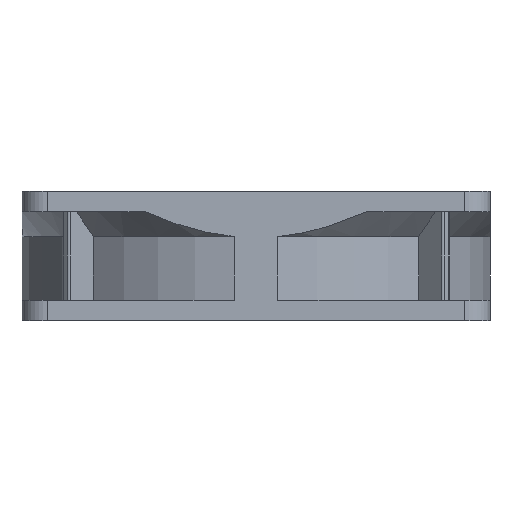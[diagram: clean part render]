
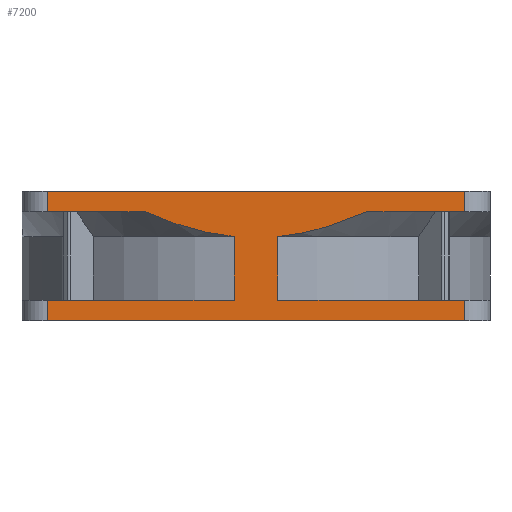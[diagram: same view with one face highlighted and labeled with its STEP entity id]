
A CAD part, left-side view. The second image highlights one B-rep face of the part: STEP entity #7200.
In plain terms, the highlighted planar face has unit normal (-1, 0, 0).
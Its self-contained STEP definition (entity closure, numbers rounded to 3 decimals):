
#1855=DIRECTION('',(0.,-1.,0.));
#1856=VECTOR('',#1855,19.202);
#1857=CARTESIAN_POINT('',(-46.,-21.798,21.4));
#1858=LINE('',#1857,#1856);
#1885=DIRECTION('',(0.,-1.,0.));
#1886=VECTOR('',#1885,19.202);
#1887=CARTESIAN_POINT('',(-46.,41.,21.4));
#1888=LINE('',#1887,#1886);
#2066=DIRECTION('',(0.,-1.,0.));
#2067=VECTOR('',#2066,36.706);
#2068=CARTESIAN_POINT('',(-46.,-4.294,4.));
#2069=LINE('',#2068,#2067);
#2096=DIRECTION('',(0.,-1.,0.));
#2097=VECTOR('',#2096,36.706);
#2098=CARTESIAN_POINT('',(-46.,41.,4.));
#2099=LINE('',#2098,#2097);
#2424=DIRECTION('',(0.,0.,-1.));
#2425=VECTOR('',#2424,4.);
#2426=CARTESIAN_POINT('',(-46.,41.,4.));
#2427=LINE('',#2426,#2425);
#2428=DIRECTION('',(0.,0.,-1.));
#2429=VECTOR('',#2428,12.513);
#2430=CARTESIAN_POINT('',(-46.,4.294,16.513));
#2431=LINE('',#2430,#2429);
#2432=CARTESIAN_POINT('',(-46.,4.294,16.513));
#2433=CARTESIAN_POINT('',(-46.,5.694,16.648));
#2434=CARTESIAN_POINT('',(-46.,8.515,17.053));
#2435=CARTESIAN_POINT('',(-46.,12.796,18.057));
#2436=CARTESIAN_POINT('',(-46.,17.18,19.468));
#2437=CARTESIAN_POINT('',(-46.,20.24,20.707));
#2438=CARTESIAN_POINT('',(-46.,21.798,21.4));
#2440=DIRECTION('',(0.,0.,-1.));
#2441=VECTOR('',#2440,4.);
#2442=CARTESIAN_POINT('',(-46.,41.,25.4));
#2443=LINE('',#2442,#2441);
#2444=DIRECTION('',(0.,-1.,0.));
#2445=VECTOR('',#2444,82.);
#2446=CARTESIAN_POINT('',(-46.,41.,25.4));
#2447=LINE('',#2446,#2445);
#2448=DIRECTION('',(0.,0.,-1.));
#2449=VECTOR('',#2448,4.);
#2450=CARTESIAN_POINT('',(-46.,-41.,25.4));
#2451=LINE('',#2450,#2449);
#2452=CARTESIAN_POINT('',(-46.,-21.798,21.4));
#2453=CARTESIAN_POINT('',(-46.,-20.24,20.707));
#2454=CARTESIAN_POINT('',(-46.,-17.181,19.468));
#2455=CARTESIAN_POINT('',(-46.,-12.797,18.058));
#2456=CARTESIAN_POINT('',(-46.,-8.516,17.053));
#2457=CARTESIAN_POINT('',(-46.,-5.694,16.648));
#2458=CARTESIAN_POINT('',(-46.,-4.294,16.513));
#2460=DIRECTION('',(0.,0.,-1.));
#2461=VECTOR('',#2460,12.513);
#2462=CARTESIAN_POINT('',(-46.,-4.294,16.513));
#2463=LINE('',#2462,#2461);
#2464=DIRECTION('',(0.,0.,-1.));
#2465=VECTOR('',#2464,4.);
#2466=CARTESIAN_POINT('',(-46.,-41.,4.));
#2467=LINE('',#2466,#2465);
#2468=DIRECTION('',(0.,1.,0.));
#2469=VECTOR('',#2468,82.);
#2470=CARTESIAN_POINT('',(-46.,-41.,0.));
#2471=LINE('',#2470,#2469);
#3833=VERTEX_POINT('',#2432);
#3834=VERTEX_POINT('',#2438);
#3841=CARTESIAN_POINT('',(-46.,4.294,4.));
#3842=VERTEX_POINT('',#3841);
#3849=VERTEX_POINT('',#2452);
#3850=VERTEX_POINT('',#2458);
#3857=CARTESIAN_POINT('',(-46.,-4.294,4.));
#3858=VERTEX_POINT('',#3857);
#4392=CARTESIAN_POINT('',(-46.,41.,4.));
#4393=VERTEX_POINT('',#4392);
#4394=CARTESIAN_POINT('',(-46.,41.,0.));
#4395=VERTEX_POINT('',#4394);
#4400=CARTESIAN_POINT('',(-46.,41.,25.4));
#4401=VERTEX_POINT('',#4400);
#4402=CARTESIAN_POINT('',(-46.,41.,21.4));
#4403=VERTEX_POINT('',#4402);
#4404=CARTESIAN_POINT('',(-46.,-41.,4.));
#4405=CARTESIAN_POINT('',(-46.,-41.,0.));
#4406=VERTEX_POINT('',#4404);
#4407=VERTEX_POINT('',#4405);
#4412=CARTESIAN_POINT('',(-46.,-41.,25.4));
#4413=CARTESIAN_POINT('',(-46.,-41.,21.4));
#4414=VERTEX_POINT('',#4412);
#4415=VERTEX_POINT('',#4413);
#7174=CARTESIAN_POINT('',(-46.,46.,0.));
#7175=DIRECTION('',(1.,0.,0.));
#7176=DIRECTION('',(0.,-1.,0.));
#7177=AXIS2_PLACEMENT_3D('',#7174,#7175,#7176);
#7178=PLANE('',#7177);
#7179=ORIENTED_EDGE('',*,*,#7168,.F.);
#7180=ORIENTED_EDGE('',*,*,#6690,.T.);
#7181=ORIENTED_EDGE('',*,*,#7089,.F.);
#7182=ORIENTED_EDGE('',*,*,#7034,.T.);
#7183=ORIENTED_EDGE('',*,*,#6492,.F.);
#7185=ORIENTED_EDGE('',*,*,#7184,.F.);
#7186=ORIENTED_EDGE('',*,*,#5263,.T.);
#7188=ORIENTED_EDGE('',*,*,#7187,.T.);
#7189=ORIENTED_EDGE('',*,*,#6458,.F.);
#7191=ORIENTED_EDGE('',*,*,#7190,.T.);
#7193=ORIENTED_EDGE('',*,*,#7192,.T.);
#7194=ORIENTED_EDGE('',*,*,#6656,.T.);
#7196=ORIENTED_EDGE('',*,*,#7195,.T.);
#7197=ORIENTED_EDGE('',*,*,#5548,.T.);
#7198=EDGE_LOOP('',(#7179,#7180,#7181,#7182,#7183,#7185,#7186,#7188,#7189,#7191,
#7193,#7194,#7196,#7197));
#7199=FACE_OUTER_BOUND('',#7198,.F.);
#7200=ADVANCED_FACE('',(#7199),#7178,.F.);
#2439=B_SPLINE_CURVE_WITH_KNOTS('',3,(#2432,#2433,#2434,#2435,#2436,#2437,
#2438),.UNSPECIFIED.,.F.,.F.,(4,1,1,1,4),(0.,0.25,0.5,0.75,1.),
.UNSPECIFIED.);
#2459=B_SPLINE_CURVE_WITH_KNOTS('',3,(#2452,#2453,#2454,#2455,#2456,#2457,
#2458),.UNSPECIFIED.,.F.,.F.,(4,1,1,1,4),(0.,0.25,0.5,0.75,1.),
.UNSPECIFIED.);
#5263=EDGE_CURVE('',#4401,#4414,#2447,.T.);
#5548=EDGE_CURVE('',#4407,#4395,#2471,.T.);
#6458=EDGE_CURVE('',#3849,#4415,#1858,.T.);
#6492=EDGE_CURVE('',#4403,#3834,#1888,.T.);
#6656=EDGE_CURVE('',#3858,#4406,#2069,.T.);
#6690=EDGE_CURVE('',#4393,#3842,#2099,.T.);
#7034=EDGE_CURVE('',#3833,#3834,#2439,.T.);
#7089=EDGE_CURVE('',#3833,#3842,#2431,.T.);
#7168=EDGE_CURVE('',#4393,#4395,#2427,.T.);
#7184=EDGE_CURVE('',#4401,#4403,#2443,.T.);
#7187=EDGE_CURVE('',#4414,#4415,#2451,.T.);
#7190=EDGE_CURVE('',#3849,#3850,#2459,.T.);
#7192=EDGE_CURVE('',#3850,#3858,#2463,.T.);
#7195=EDGE_CURVE('',#4406,#4407,#2467,.T.);
